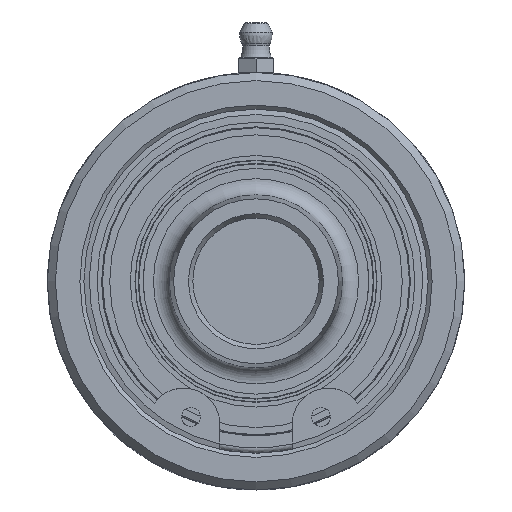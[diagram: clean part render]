
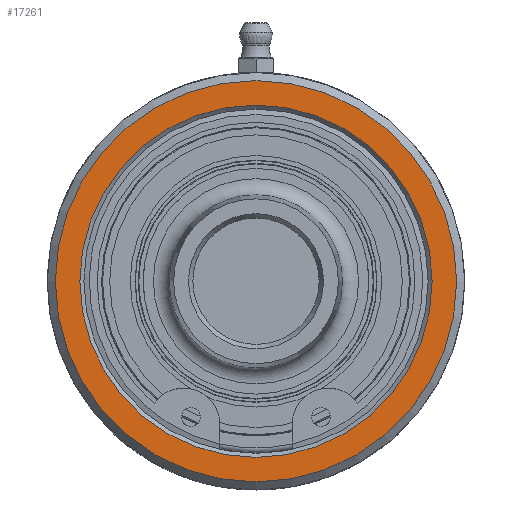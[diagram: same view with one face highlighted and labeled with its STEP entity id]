
A CAD part, left-side view. The second image highlights one B-rep face of the part: STEP entity #17261.
In plain terms, the highlighted planar face has unit normal (-1, 0, 0).
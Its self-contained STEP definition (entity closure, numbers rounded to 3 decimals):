
#181=FACE_BOUND('',#4451,.T.);
#2412=CIRCLE('',#18260,34.85);
#2416=CIRCLE('',#18269,39.7);
#3379=FACE_OUTER_BOUND('',#4450,.T.);
#4450=EDGE_LOOP('',(#15562));
#4451=EDGE_LOOP('',(#15563));
#8229=VERTEX_POINT('',#39760);
#8233=VERTEX_POINT('',#39776);
#10696=EDGE_CURVE('',#8229,#8229,#2412,.T.);
#10703=EDGE_CURVE('',#8233,#8233,#2416,.T.);
#15562=ORIENTED_EDGE('',*,*,#10703,.F.);
#15563=ORIENTED_EDGE('',*,*,#10696,.F.);
#16345=PLANE('',#18268);
#17261=ADVANCED_FACE('',(#3379,#181),#16345,.F.);
#18260=AXIS2_PLACEMENT_3D('',#39761,#21148,#21149);
#18268=AXIS2_PLACEMENT_3D('',#39775,#21167,#21168);
#18269=AXIS2_PLACEMENT_3D('',#39777,#21169,#21170);
#21148=DIRECTION('center_axis',(-1.,0.,0.));
#21149=DIRECTION('ref_axis',(0.,0.,-1.));
#21167=DIRECTION('center_axis',(1.,0.,0.));
#21168=DIRECTION('ref_axis',(0.,0.,
1.));
#21169=DIRECTION('center_axis',(1.,0.,0.));
#21170=DIRECTION('ref_axis',(0.,0.,
1.));
#39760=CARTESIAN_POINT('',(20.71,0.,34.85));
#39761=CARTESIAN_POINT('Origin',(20.71,0.,0.));
#39775=CARTESIAN_POINT('Origin',(20.71,0.,-20.65));
#39776=CARTESIAN_POINT('',(20.71,0.,-39.7));
#39777=CARTESIAN_POINT('Origin',(20.71,0.,0.));
